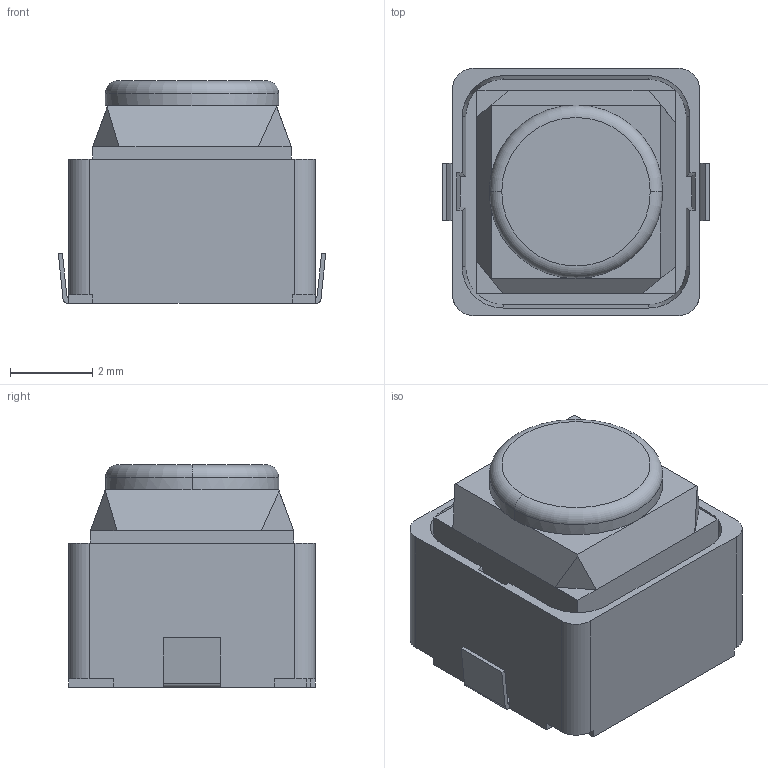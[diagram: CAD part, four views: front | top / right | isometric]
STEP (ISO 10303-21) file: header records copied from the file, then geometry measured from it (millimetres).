
FILE_DESCRIPTION (( 'STEP AP214' ), '1' );
FILE_NAME ('SW-SMD_L6.0-W6.0-LS6.6.step', '2022-07-26T15:23:30', ( '' ), ( '' ), 'SwSTEP 2.0', 'SolidWorks 2020', '' );
FILE_SCHEMA (( 'AUTOMOTIVE_DESIGN' ));
Length unit declared in the file: millimetre
Products named in the file (1): SW-SMD_L6.0-W6.0-LS6.6
Bounding box: 6.5 x 6 x 5.4 mm (x, y, z)
Volume: 156.2 mm3; surface area: 218.1 mm2
Topology: 16 solids, 16 shells, 509 faces, 1267 edges, 836 vertices
Faces by surface type: plane 305, bspline 112, cylinder 86, cone 4, torus 2
Entity records: 21356 total; most frequent: CARTESIAN_POINT 4717, ORIENTED_EDGE 2534, DIRECTION 2029, EDGE_CURVE 1267, LINE 845, VECTOR 845, VERTEX_POINT 836, AXIS2_PLACEMENT_3D 592
